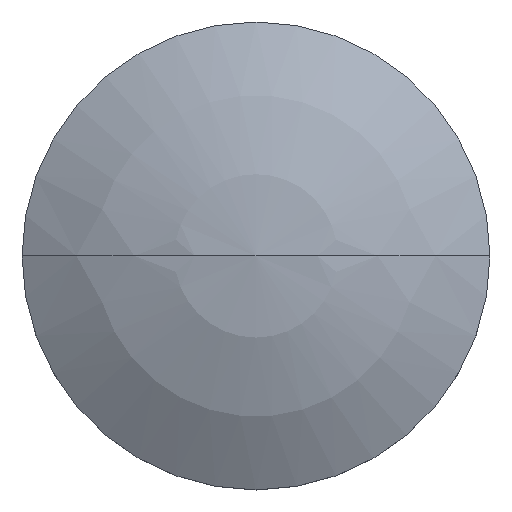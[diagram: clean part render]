
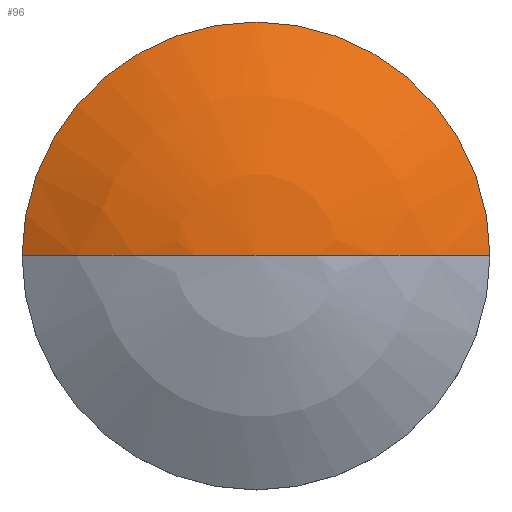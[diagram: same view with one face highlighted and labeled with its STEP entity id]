
A CAD part, top view. The second image highlights one B-rep face of the part: STEP entity #96.
In plain terms, the highlighted spherical face has radius 19.875 mm.
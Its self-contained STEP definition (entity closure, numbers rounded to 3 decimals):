
#96=ADVANCED_FACE('',(#241),#242,.T.);
#110=EDGE_CURVE('',#132,#190,#256,.T.);
#124=VERTEX_POINT('',#272);
#132=VERTEX_POINT('',#280);
#134=EDGE_CURVE('',#124,#190,#282,.T.);
#166=EDGE_CURVE('',#124,#132,#320,.T.);
#190=VERTEX_POINT('',#348);
#241=FACE_OUTER_BOUND('',#391,.T.);
#242=SPHERICAL_SURFACE('',#392,19.875);
#256=CIRCLE('',#414,19.875);
#272=CARTESIAN_POINT('',(10.5,0.,14.));
#280=CARTESIAN_POINT('',(0.,0.,17.0));
#282=CIRCLE('',#447,10.5);
#320=CIRCLE('',#492,19.875);
#348=CARTESIAN_POINT('',(-10.5,0.,14.));
#391=EDGE_LOOP('',(#575,#576,#577));
#392=AXIS2_PLACEMENT_3D('',#578,#579,#580);
#414=AXIS2_PLACEMENT_3D('',#597,#598,#599);
#447=AXIS2_PLACEMENT_3D('',#624,#625,#626);
#492=AXIS2_PLACEMENT_3D('',#683,#684,#685);
#575=ORIENTED_EDGE('',*,*,#110,.F.);
#576=ORIENTED_EDGE('',*,*,#166,.F.);
#577=ORIENTED_EDGE('',*,*,#134,.T.);
#578=CARTESIAN_POINT('',(0.,0.,-2.875));
#579=DIRECTION('',(0.0,0.0,1.0));
#580=DIRECTION('',(1.0,0.,0.0));
#597=CARTESIAN_POINT('',(0.,0.,-2.875));
#598=DIRECTION('',(0.,-1.0,0.0));
#599=DIRECTION('',(0.0,0.0,1.0));
#624=CARTESIAN_POINT('',(0.0,0.,14.));
#625=DIRECTION('',(0.0,-0.0,1.0));
#626=DIRECTION('',(1.0,0.,0.0));
#683=CARTESIAN_POINT('',(0.,0.,-2.875));
#684=DIRECTION('',(0.,-1.0,0.0));
#685=DIRECTION('',(0.0,0.0,1.0));
